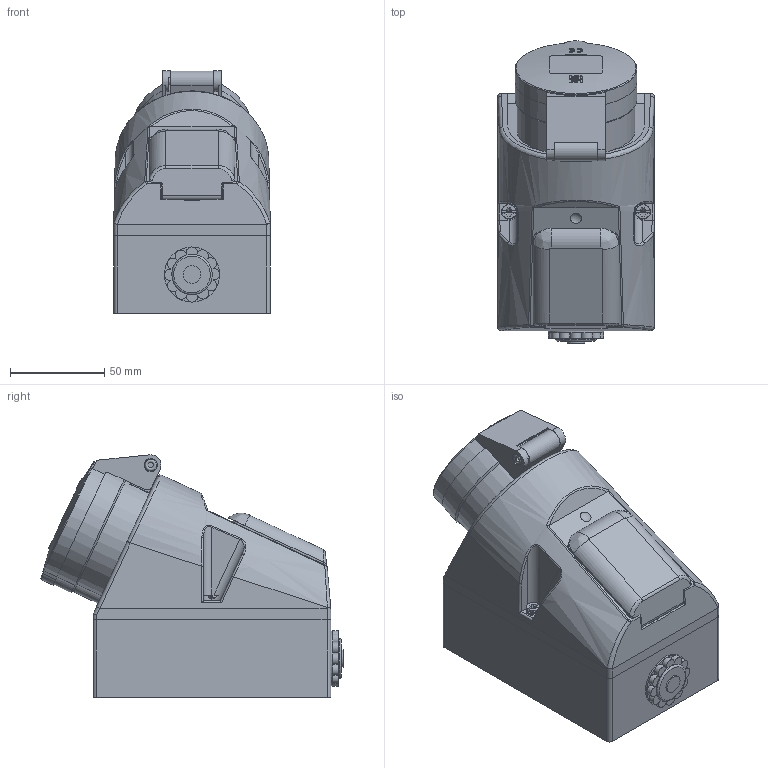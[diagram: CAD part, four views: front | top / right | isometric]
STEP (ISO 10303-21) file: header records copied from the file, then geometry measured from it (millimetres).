
FILE_DESCRIPTION(/* description */ (''),/* implementation_level */ '2;1');
FILE_NAME(/* name */ '1010.stp',/* time_stamp */ '2023-09-08T09:51:35+02:00',/* author */ ('massmann'),/* organization */ (''),/* preprocessor_version */ 'ST-DEVELOPER v17',/* originating_system */ 'Autodesk Inventor 2018',/* authorisation */ '');
FILE_SCHEMA (('AUTOMOTIVE_DESIGN { 1 0 10303 214 3 1 1 }'));
Products named in the file (1): 1010
Bounding box: 83 x 160.12 x 128.5 mm (x, y, z)
Volume: 962639.4 mm3; surface area: 83563.5 mm2
Topology: 1 solids, 1 shells, 1118 faces, 2968 edges, 1971 vertices
Faces by surface type: plane 577, bspline 334, cylinder 165, torus 26, sphere 8, cone 8
Full cylindrical faces by diameter (mm): 0.8 x4, 1.1 x1, 2.5 x3, 3 x2, 4 x2, 4.3 x2, 5 x2, 5.5 x6, 6 x2, 7 x2, 9.5 x1, 11 x4, 21.4 x1, 25 x2, 29.2 x1
Entity records: 50879 total; most frequent: CARTESIAN_POINT 24101, ORIENTED_EDGE 5934, DIRECTION 4146, EDGE_CURVE 2967, VERTEX_POINT 1971, LINE 1414, VECTOR 1414, AXIS2_PLACEMENT_3D 1366
